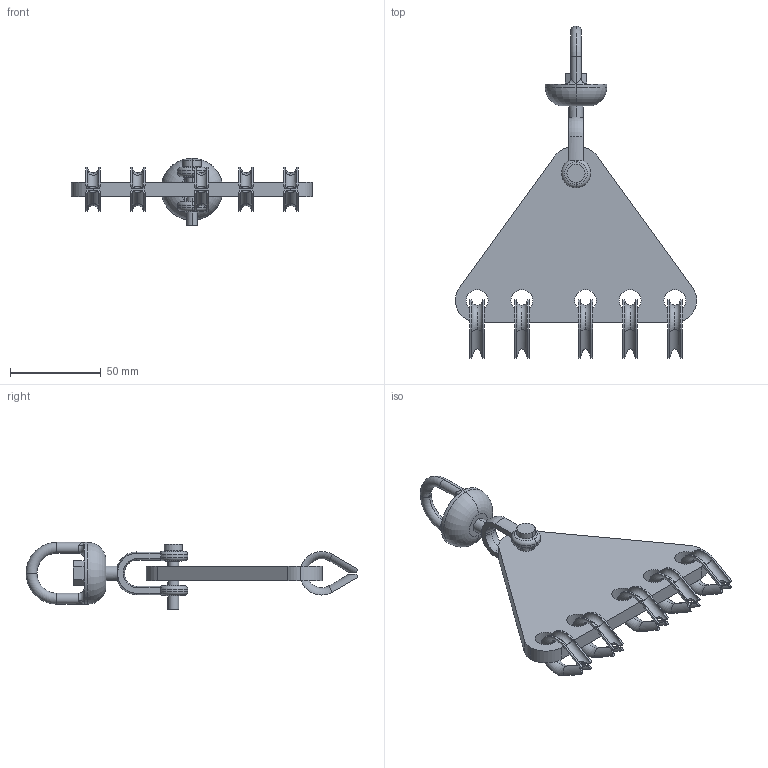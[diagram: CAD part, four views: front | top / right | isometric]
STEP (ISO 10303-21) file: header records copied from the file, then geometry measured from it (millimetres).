
FILE_DESCRIPTION (( 'STEP AP203' ), '1' );
FILE_NAME ('T41200.STEP', '2018-07-23T14:20:18', ( '' ), ( '' ), 'SwSTEP 2.0', 'SolidWorks 2016', '' );
FILE_SCHEMA (( 'CONFIG_CONTROL_DESIGN' ));
Length unit declared in the file: millimetre
Products named in the file (4): S1234; TH1042; T41200; T38700
Assembly tree (7 placements, depth 2):
  T41200
    TH1042
    T38700  x5
    S1234
Bounding box: 132.76 x 182.65 x 37 mm (x, y, z)
Volume: 79759.5 mm3; surface area: 35235.8 mm2
Topology: 7 solids, 7 shells, 247 faces, 618 edges, 380 vertices
Faces by surface type: plane 99, cylinder 93, torus 43, cone 8, bspline 4
Entity records: 4789 total; most frequent: CARTESIAN_POINT 1169, DIRECTION 699, ORIENTED_EDGE 636, EDGE_CURVE 318, AXIS2_PLACEMENT_3D 290, VERTEX_POINT 196, CIRCLE 157, EDGE_LOOP 142
